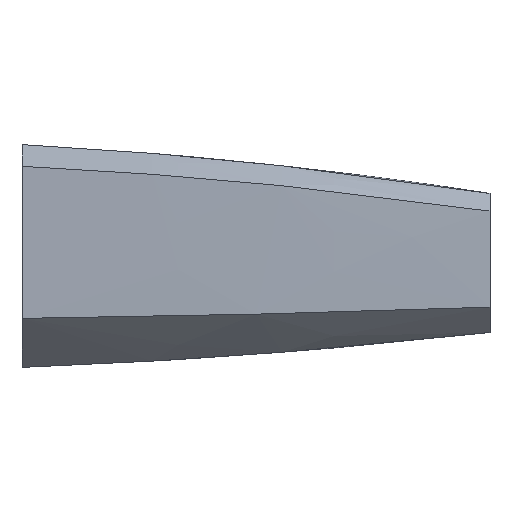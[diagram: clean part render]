
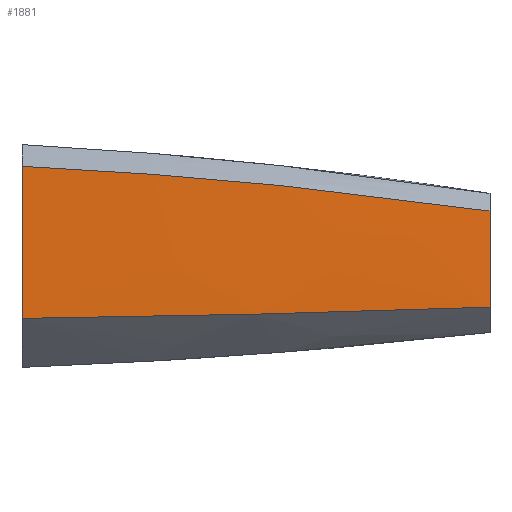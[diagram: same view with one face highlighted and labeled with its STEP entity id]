
A CAD part, left-side view. The second image highlights one B-rep face of the part: STEP entity #1881.
In plain terms, the highlighted free-form (B-spline) face has degree [3, 3] with [4, 4] control points.
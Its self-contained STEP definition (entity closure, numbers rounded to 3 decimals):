
#308=FACE_OUTER_BOUND('',#412,.T.);
#412=EDGE_LOOP('',(#1660,#1661,#1662,#1663));
#596=B_SPLINE_CURVE_WITH_KNOTS('',3,(#3687,#3688,#3689,#3690,#3691,#3692),
 .UNSPECIFIED.,.F.,.F.,(4,2,4),(-2.976,-1.488,0.),
 .UNSPECIFIED.);
#638=B_SPLINE_CURVE_WITH_KNOTS('',3,(#4172,#4173,#4174,#4175),
 .UNSPECIFIED.,.F.,.F.,(4,4),(0.073,0.374),
 .UNSPECIFIED.);
#639=B_SPLINE_CURVE_WITH_KNOTS('',3,(#4193,#4194,#4195,#4196,#4197,#4198),
 .UNSPECIFIED.,.F.,.F.,(4,2,4),(-4.71,-2.355,0.),
 .UNSPECIFIED.);
#640=B_SPLINE_CURVE_WITH_KNOTS('',3,(#4199,#4200,#4201,#4202),
 .UNSPECIFIED.,.F.,.F.,(4,4),(0.073,0.374),
 .UNSPECIFIED.);
#800=VERTEX_POINT('',#3679);
#801=VERTEX_POINT('',#3686);
#839=VERTEX_POINT('',#4165);
#840=VERTEX_POINT('',#4192);
#1057=EDGE_CURVE('',#801,#800,#596,.T.);
#1126=EDGE_CURVE('',#801,#839,#638,.T.);
#1127=EDGE_CURVE('',#839,#840,#639,.T.);
#1128=EDGE_CURVE('',#800,#840,#640,.T.);
#1660=ORIENTED_EDGE('',*,*,#1127,.F.);
#1661=ORIENTED_EDGE('',*,*,#1126,.F.);
#1662=ORIENTED_EDGE('',*,*,#1057,.T.);
#1663=ORIENTED_EDGE('',*,*,#1128,.T.);
#1792=B_SPLINE_SURFACE_WITH_KNOTS('',3,3,((#4176,#4177,#4178,#4179),(#4180,
#4181,#4182,#4183),(#4184,#4185,#4186,#4187),(#4188,#4189,#4190,#4191)),
 .UNSPECIFIED.,.F.,.F.,.F.,(4,4),(4,4),(0.,1.),(0.073,0.374),
 .UNSPECIFIED.);
#1881=ADVANCED_FACE('',(#308),#1792,.F.);
#3679=CARTESIAN_POINT('',(-32.979,-255.,0.411));
#3686=CARTESIAN_POINT('',(-32.979,-255.,-29.353));
#3687=CARTESIAN_POINT('Ctrl Pts',(-32.979,-255.,-29.353));
#3688=CARTESIAN_POINT('Ctrl Pts',(-32.979,-255.,-24.392));
#3689=CARTESIAN_POINT('Ctrl Pts',(-32.979,-255.,-19.431));
#3690=CARTESIAN_POINT('Ctrl Pts',(-32.979,-255.,-9.51));
#3691=CARTESIAN_POINT('Ctrl Pts',(-32.979,-255.,-4.549));
#3692=CARTESIAN_POINT('Ctrl Pts',(-32.979,-255.,0.411));
#4165=CARTESIAN_POINT('',(-40.617,-110.,-32.821));
#4172=CARTESIAN_POINT('Ctrl Pts',(-32.979,-255.,-29.353));
#4173=CARTESIAN_POINT('Ctrl Pts',(-36.779,-206.769,-31.078));
#4174=CARTESIAN_POINT('Ctrl Pts',(-39.325,-158.435,-32.234));
#4175=CARTESIAN_POINT('Ctrl Pts',(-40.617,-110.,-32.821));
#4176=CARTESIAN_POINT('Ctrl Pts',(-32.979,-255.,0.411));
#4177=CARTESIAN_POINT('Ctrl Pts',(-36.779,-206.769,7.313));
#4178=CARTESIAN_POINT('Ctrl Pts',(-39.325,-158.435,11.937));
#4179=CARTESIAN_POINT('Ctrl Pts',(-40.617,-110.,14.283));
#4180=CARTESIAN_POINT('Ctrl Pts',(-32.979,-255.,-9.51));
#4181=CARTESIAN_POINT('Ctrl Pts',(-36.779,-206.769,-5.484));
#4182=CARTESIAN_POINT('Ctrl Pts',(-39.325,-158.435,-2.787));
#4183=CARTESIAN_POINT('Ctrl Pts',(-40.617,-110.,-1.418));
#4184=CARTESIAN_POINT('Ctrl Pts',(-32.979,-255.,-19.431));
#4185=CARTESIAN_POINT('Ctrl Pts',(-36.779,-206.769,-18.281));
#4186=CARTESIAN_POINT('Ctrl Pts',(-39.325,-158.435,-17.51));
#4187=CARTESIAN_POINT('Ctrl Pts',(-40.617,-110.,-17.119));
#4188=CARTESIAN_POINT('Ctrl Pts',(-32.979,-255.,-29.353));
#4189=CARTESIAN_POINT('Ctrl Pts',(-36.779,-206.769,-31.078));
#4190=CARTESIAN_POINT('Ctrl Pts',(-39.325,-158.435,-32.234));
#4191=CARTESIAN_POINT('Ctrl Pts',(-40.617,-110.,-32.821));
#4192=CARTESIAN_POINT('',(-40.617,-110.,14.283));
#4193=CARTESIAN_POINT('Ctrl Pts',(-40.617,-110.,-32.821));
#4194=CARTESIAN_POINT('Ctrl Pts',(-40.617,-110.,-24.97));
#4195=CARTESIAN_POINT('Ctrl Pts',(-40.617,-110.,-17.119));
#4196=CARTESIAN_POINT('Ctrl Pts',(-40.617,-110.,-1.418));
#4197=CARTESIAN_POINT('Ctrl Pts',(-40.617,-110.,6.433));
#4198=CARTESIAN_POINT('Ctrl Pts',(-40.617,-110.,14.283));
#4199=CARTESIAN_POINT('Ctrl Pts',(-32.979,-255.,0.411));
#4200=CARTESIAN_POINT('Ctrl Pts',(-36.779,-206.769,7.313));
#4201=CARTESIAN_POINT('Ctrl Pts',(-39.325,-158.435,11.937));
#4202=CARTESIAN_POINT('Ctrl Pts',(-40.617,-110.,14.283));
